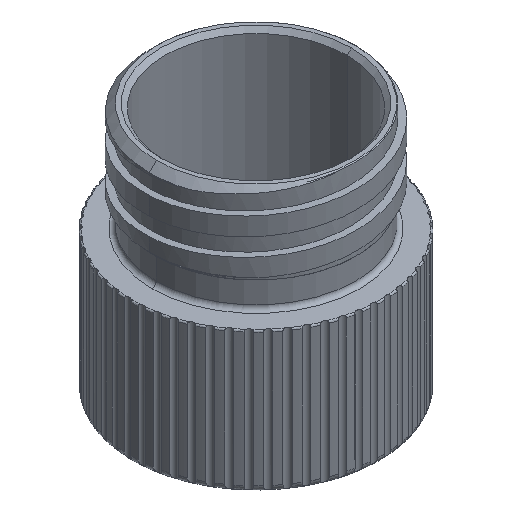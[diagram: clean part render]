
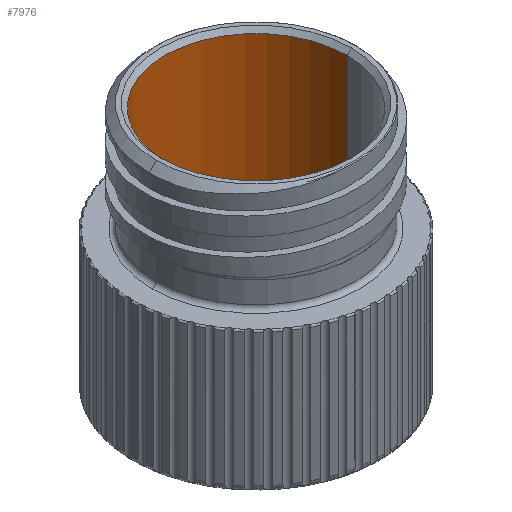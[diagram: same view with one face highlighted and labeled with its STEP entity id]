
A CAD part, isometric view. The second image highlights one B-rep face of the part: STEP entity #7976.
In plain terms, the highlighted cylindrical face has radius 8.09 mm (diameter 16.18 mm), a partial arc.
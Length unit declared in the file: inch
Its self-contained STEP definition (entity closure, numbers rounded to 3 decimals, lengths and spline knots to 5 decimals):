
#160 = VECTOR ( 'NONE', #5184, 39.37008 ) ;
#322 = CARTESIAN_POINT ( 'NONE',  ( 0.3185, 0., 0.4375 ) ) ;
#709 = EDGE_CURVE ( 'NONE', #7226, #8183, #8983, .T. ) ;
#796 = DIRECTION ( 'NONE',  ( 1., 0., 0. ) ) ;
#890 = FACE_OUTER_BOUND ( 'NONE', #3013, .T. ) ;
#1270 = ORIENTED_EDGE ( 'NONE', *, *, #6490, .F. ) ;
#1565 = VERTEX_POINT ( 'NONE', #3433 ) ;
#2191 = ORIENTED_EDGE ( 'NONE', *, *, #6897, .T. ) ;
#2332 = CARTESIAN_POINT ( 'NONE',  ( 0., 0., 0.4225 ) ) ;
#2739 = AXIS2_PLACEMENT_3D ( 'NONE', #2332, #5301, #7481 ) ;
#2940 = EDGE_CURVE ( 'NONE', #1565, #8183, #8487, .T. ) ;
#2998 = CARTESIAN_POINT ( 'NONE',  ( -0.3185, 0., 0.4375 ) ) ;
#3013 = EDGE_LOOP ( 'NONE', ( #3086, #1270, #2191, #4696 ) ) ;
#3086 = ORIENTED_EDGE ( 'NONE', *, *, #709, .F. ) ;
#3433 = CARTESIAN_POINT ( 'NONE',  ( 0.3185, 0., 0.4225 ) ) ;
#3664 = VERTEX_POINT ( 'NONE', #9160 ) ;
#3856 = DIRECTION ( 'NONE',  ( 0., 0., 1. ) ) ;
#3858 = AXIS2_PLACEMENT_3D ( 'NONE', #7907, #7168, #7265 ) ;
#4168 = VECTOR ( 'NONE', #6182, 39.37008 ) ;
#4495 = AXIS2_PLACEMENT_3D ( 'NONE', #4527, #3856, #796 ) ;
#4527 = CARTESIAN_POINT ( 'NONE',  ( 0., 0., 0.4375 ) ) ;
#4696 = ORIENTED_EDGE ( 'NONE', *, *, #2940, .T. ) ;
#5184 = DIRECTION ( 'NONE',  ( 0., 0., 1. ) ) ;
#5301 = DIRECTION ( 'NONE',  ( 0., 0., 1. ) ) ;
#6061 = CARTESIAN_POINT ( 'NONE',  ( -0.3185, 0., 0.4225 ) ) ;
#6182 = DIRECTION ( 'NONE',  ( 0., 0., 1. ) ) ;
#6490 = EDGE_CURVE ( 'NONE', #3664, #7226, #9134, .T. ) ;
#6655 = CYLINDRICAL_SURFACE ( 'NONE', #4495, 0.3185 ) ;
#6897 = EDGE_CURVE ( 'NONE', #3664, #1565, #7781, .T. ) ;
#7168 = DIRECTION ( 'NONE',  ( 0., 0., 1. ) ) ;
#7226 = VERTEX_POINT ( 'NONE', #8264 ) ;
#7265 = DIRECTION ( 'NONE',  ( 1., 0., 0. ) ) ;
#7481 = DIRECTION ( 'NONE',  ( -1., 0., 0. ) ) ;
#7781 = LINE ( 'NONE', #322, #4168 ) ;
#7907 = CARTESIAN_POINT ( 'NONE',  ( 0., 0., -0.1105 ) ) ;
#7976 = ADVANCED_FACE ( 'NONE', ( #890 ), #6655, .F. ) ;
#8183 = VERTEX_POINT ( 'NONE', #6061 ) ;
#8264 = CARTESIAN_POINT ( 'NONE',  ( -0.3185, 0., -0.1105 ) ) ;
#8487 = CIRCLE ( 'NONE', #2739, 0.3185 ) ;
#8983 = LINE ( 'NONE', #2998, #160 ) ;
#9134 = CIRCLE ( 'NONE', #3858, 0.3185 ) ;
#9160 = CARTESIAN_POINT ( 'NONE',  ( 0.3185, 0., -0.1105 ) ) ;
